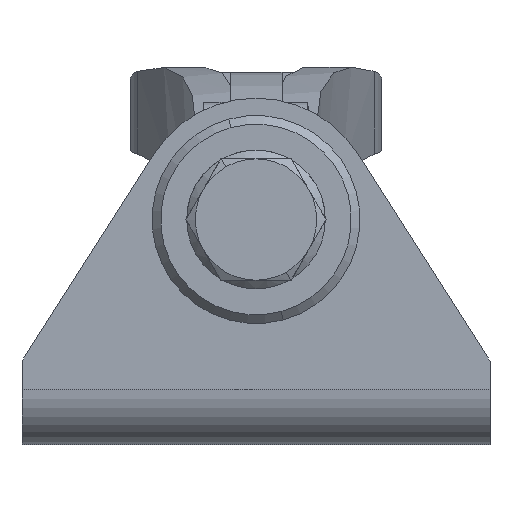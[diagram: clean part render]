
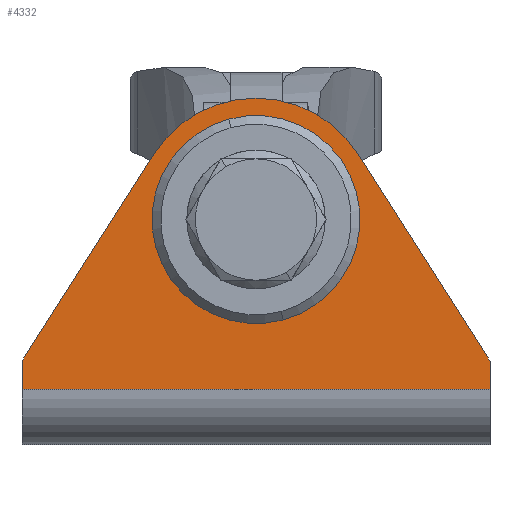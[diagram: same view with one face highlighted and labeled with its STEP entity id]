
A CAD part, left-side view. The second image highlights one B-rep face of the part: STEP entity #4332.
In plain terms, the highlighted planar face has unit normal (-1, 0, 0).
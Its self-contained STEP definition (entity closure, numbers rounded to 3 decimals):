
#1017=CARTESIAN_POINT('',(-87.361,46.043,18.791));
#1018=VERTEX_POINT('',#1017);
#1032=CARTESIAN_POINT('',(-87.361,42.902,7.209));
#1033=VERTEX_POINT('',#1032);
#1040=CARTESIAN_POINT('',(-87.361,44.472,13.));
#1041=DIRECTION('',(1.0,0.,0.));
#1042=DIRECTION('',(0.,0.262,0.965));
#1043=AXIS2_PLACEMENT_3D('',#1040,#1041,#1042);
#1044=CIRCLE('',#1043,6.);
#1045=EDGE_CURVE('',#1018,#1033,#1044,.T.);
#3701=CARTESIAN_POINT('',(-87.361,57.972,3.2));
#3702=VERTEX_POINT('',#3701);
#3703=CARTESIAN_POINT('',(-87.361,30.972,3.2));
#3704=VERTEX_POINT('',#3703);
#3705=CARTESIAN_POINT('',(-87.361,57.972,3.2));
#3706=DIRECTION('',(0.0,-1.0,0.0));
#3707=VECTOR('',#3706,27.);
#3708=LINE('',#3705,#3707);
#3709=EDGE_CURVE('',#3702,#3704,#3708,.T.);
#4048=CARTESIAN_POINT('',(-87.361,57.972,4.837));
#4049=VERTEX_POINT('',#4048);
#4072=CARTESIAN_POINT('',(-87.361,57.972,3.2));
#4073=DIRECTION('',(0.0,0.0,1.0));
#4074=VECTOR('',#4073,1.637);
#4075=LINE('',#4072,#4074);
#4076=EDGE_CURVE('',#3702,#4049,#4075,.T.);
#4086=CARTESIAN_POINT('',(-87.361,30.972,4.837));
#4087=VERTEX_POINT('',#4086);
#4094=CARTESIAN_POINT('',(-87.361,30.972,4.837));
#4095=DIRECTION('',(0.0,0.0,-1.0));
#4096=VECTOR('',#4095,1.637);
#4097=LINE('',#4094,#4096);
#4098=EDGE_CURVE('',#4087,#3704,#4097,.T.);
#4124=CARTESIAN_POINT('',(-87.361,38.568,16.761));
#4125=VERTEX_POINT('',#4124);
#4126=CARTESIAN_POINT('',(-87.361,50.376,16.761));
#4127=VERTEX_POINT('',#4126);
#4128=CARTESIAN_POINT('',(-87.361,44.472,13.0));
#4129=DIRECTION('',(-1.0,0.,0.));
#4130=DIRECTION('',(0.,0.843,0.537));
#4131=AXIS2_PLACEMENT_3D('',#4128,#4129,#4130);
#4132=CIRCLE('',#4131,7.);
#4133=EDGE_CURVE('',#4125,#4127,#4132,.T.);
#4156=CARTESIAN_POINT('',(-87.361,50.376,16.761));
#4157=DIRECTION('',(0.0,0.537,-0.843));
#4158=VECTOR('',#4157,14.138);
#4159=LINE('',#4156,#4158);
#4160=EDGE_CURVE('',#4127,#4049,#4159,.T.);
#4173=CARTESIAN_POINT('',(-87.361,30.972,4.837));
#4174=DIRECTION('',(0.0,0.537,0.843));
#4175=VECTOR('',#4174,14.138);
#4176=LINE('',#4173,#4175);
#4177=EDGE_CURVE('',#4087,#4125,#4176,.T.);
#4309=CARTESIAN_POINT('',(-87.361,44.472,11.5));
#4310=DIRECTION('',(1.0,0.0,0.0));
#4311=DIRECTION('',(0.0,0.0,-1.0));
#4312=AXIS2_PLACEMENT_3D('',#4309,#4310,#4311);
#4313=PLANE('',#4312);
#4314=ORIENTED_EDGE('',*,*,#4177,.T.);
#4315=ORIENTED_EDGE('',*,*,#4133,.T.);
#4316=ORIENTED_EDGE('',*,*,#4160,.T.);
#4317=ORIENTED_EDGE('',*,*,#4076,.F.);
#4318=ORIENTED_EDGE('',*,*,#3709,.T.);
#4319=ORIENTED_EDGE('',*,*,#4098,.F.);
#4320=EDGE_LOOP('',(#4314,#4315,#4316,#4317,#4318,#4319));
#4321=FACE_OUTER_BOUND('',#4320,.T.);
#4322=ORIENTED_EDGE('',*,*,#1045,.T.);
#4323=CARTESIAN_POINT('',(-87.361,44.472,13.));
#4324=DIRECTION('',(1.0,0.,0.));
#4325=DIRECTION('',(0.,0.262,0.965));
#4326=AXIS2_PLACEMENT_3D('',#4323,#4324,#4325);
#4327=CIRCLE('',#4326,6.);
#4328=EDGE_CURVE('',#1033,#1018,#4327,.T.);
#4329=ORIENTED_EDGE('',*,*,#4328,.T.);
#4330=EDGE_LOOP('',(#4322,#4329));
#4331=FACE_BOUND('',#4330,.T.);
#4332=ADVANCED_FACE('',(#4321,#4331),#4313,.F.);
